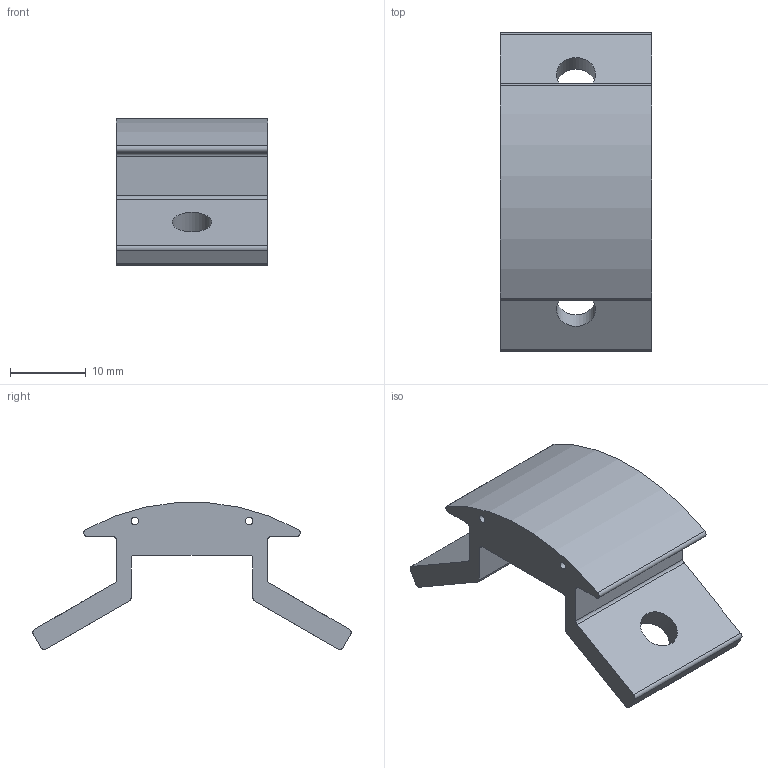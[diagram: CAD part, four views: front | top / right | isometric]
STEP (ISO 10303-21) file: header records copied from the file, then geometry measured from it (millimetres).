
FILE_DESCRIPTION(('FreeCAD Model'),'2;1');
FILE_NAME('Open CASCADE Shape Model','2021-11-29T23:01:43',('Author'),( ''),'Open CASCADE STEP processor 7.4','FreeCAD','Unknown');
FILE_SCHEMA(('AUTOMOTIVE_DESIGN { 1 0 10303 214 1 1 1 1 }'));
Length unit declared in the file: millimetre
Products named in the file (1): _Arc_Holder_V2_001
Bounding box: 20 x 42.07 x 19.39 mm (x, y, z)
Volume: 3451 mm3; surface area: 3583.7 mm2
Topology: 1 solids, 1 shells, 40 faces, 117 edges, 76 vertices
Faces by surface type: plane 21, cylinder 19
Full cylindrical faces by diameter (mm): 1 x2, 5.2 x2
Entity records: 2917 total; most frequent: CARTESIAN_POINT 498, DIRECTION 470, LINE 267, VECTOR 267, ORIENTED_EDGE 234, PCURVE 234, DEFINITIONAL_REPRESENTATION 234, EDGE_CURVE 117
